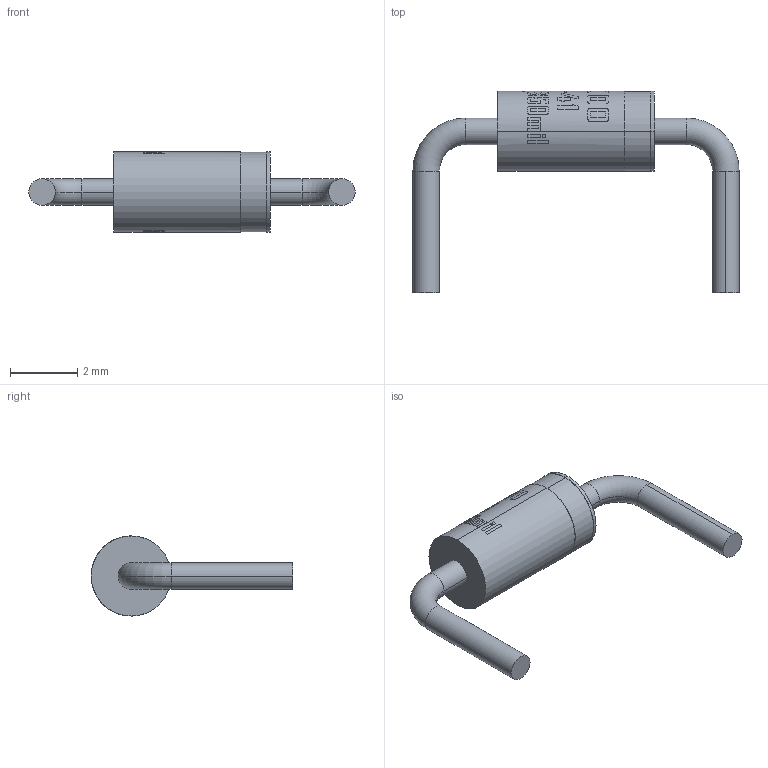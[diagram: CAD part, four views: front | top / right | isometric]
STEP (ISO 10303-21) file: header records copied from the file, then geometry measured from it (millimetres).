
FILE_DESCRIPTION (( 'STEP AP214' ), '1' );
FILE_NAME ('DO-41_Normal_350mil_rev1.0.STEP', '2023-03-16T22:44:58', ( '' ), ( '' ), 'SwSTEP 2.0', 'SolidWorks 2020', '' );
FILE_SCHEMA (( 'AUTOMOTIVE_DESIGN' ));
Length unit declared in the file: millimetre
Products named in the file (1): DO-41_Normal_350mil_rev1.0
Bounding box: 9.68 x 5.97 x 2.38 mm (x, y, z)
Volume: 26.7 mm3; surface area: 75.3 mm2
Topology: 1 solids, 1 shells, 59 faces, 339 edges, 319 vertices
Faces by surface type: cylinder 49, plane 6, torus 4
Entity records: 4620 total; most frequent: CARTESIAN_POINT 1134, ORIENTED_EDGE 678, DIRECTION 502, EDGE_CURVE 339, VERTEX_POINT 319, AXIS2_PLACEMENT_3D 190, CIRCLE 130, LINE 122
